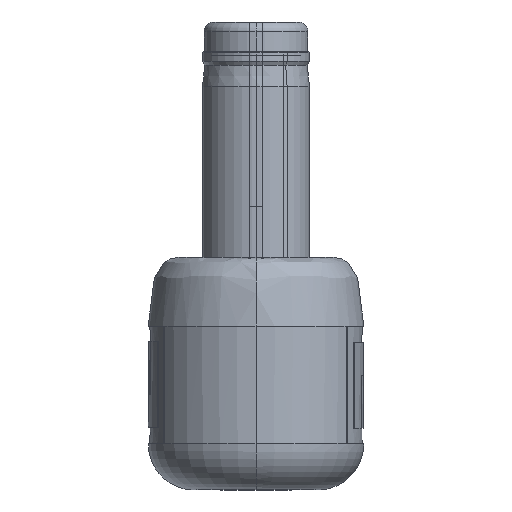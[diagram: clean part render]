
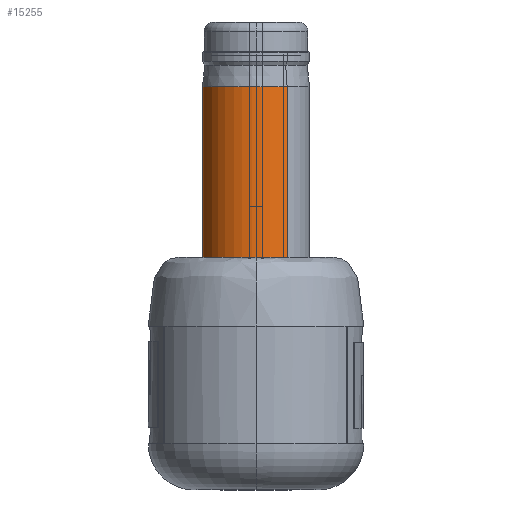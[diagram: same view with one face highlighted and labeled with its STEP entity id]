
A CAD part, left-side view. The second image highlights one B-rep face of the part: STEP entity #15255.
In plain terms, the highlighted cylindrical face has radius 2.74 mm (diameter 5.48 mm), a partial arc.
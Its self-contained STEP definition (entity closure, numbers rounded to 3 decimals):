
#163 = CARTESIAN_POINT ( 'NONE',  ( 2.74, 7.471, 0. ) ) ;
#208 = CYLINDRICAL_SURFACE ( 'NONE', #13327, 2.74 ) ;
#840 = VERTEX_POINT ( 'NONE', #17764 ) ;
#1545 = CARTESIAN_POINT ( 'NONE',  ( 0., -6.779, 0. ) ) ;
#2086 = DIRECTION ( 'NONE',  ( 0., 1., 0. ) ) ;
#2341 = VECTOR ( 'NONE', #7566, 1000. ) ;
#2673 = CARTESIAN_POINT ( 'NONE',  ( 0., 7.471, 0. ) ) ;
#2949 = DIRECTION ( 'NONE',  ( 0., 1., 0. ) ) ;
#4188 = DIRECTION ( 'NONE',  ( -1., 0., 0. ) ) ;
#4353 = DIRECTION ( 'NONE',  ( -1., 0., 0. ) ) ;
#4739 = FACE_OUTER_BOUND ( 'NONE', #13923, .T. ) ;
#5013 = ORIENTED_EDGE ( 'NONE', *, *, #7234, .T. ) ;
#5195 = EDGE_CURVE ( 'NONE', #840, #16138, #10801, .T. ) ;
#5346 = CARTESIAN_POINT ( 'NONE',  ( -2.74, -4.979, 0. ) ) ;
#5416 = ORIENTED_EDGE ( 'NONE', *, *, #12728, .F. ) ;
#5469 = CARTESIAN_POINT ( 'NONE',  ( -2.74, 7.471, 0. ) ) ;
#5684 = DIRECTION ( 'NONE',  ( 0., 1., 0. ) ) ;
#6854 = DIRECTION ( 'NONE',  ( 0., 1., 0. ) ) ;
#7234 = EDGE_CURVE ( 'NONE', #17226, #16428, #10147, .T. ) ;
#7566 = DIRECTION ( 'NONE',  ( 0., 1., 0. ) ) ;
#7679 = CIRCLE ( 'NONE', #8394, 2.74 ) ;
#8394 = AXIS2_PLACEMENT_3D ( 'NONE', #10400, #2086, #14391 ) ;
#9750 = ORIENTED_EDGE ( 'NONE', *, *, #5195, .F. ) ;
#10147 = LINE ( 'NONE', #10425, #2341 ) ;
#10400 = CARTESIAN_POINT ( 'NONE',  ( 0., -4.979, 0. ) ) ;
#10425 = CARTESIAN_POINT ( 'NONE',  ( -2.74, -6.779, 0. ) ) ;
#10801 = LINE ( 'NONE', #16866, #15785 ) ;
#10815 = EDGE_CURVE ( 'NONE', #840, #17226, #7679, .T. ) ;
#12728 = EDGE_CURVE ( 'NONE', #16138, #16428, #17155, .T. ) ;
#13327 = AXIS2_PLACEMENT_3D ( 'NONE', #1545, #2949, #4353 ) ;
#13923 = EDGE_LOOP ( 'NONE', ( #9750, #14508, #5013, #5416 ) ) ;
#14343 = AXIS2_PLACEMENT_3D ( 'NONE', #2673, #5684, #4188 ) ;
#14391 = DIRECTION ( 'NONE',  ( -1., 0., 0. ) ) ;
#14508 = ORIENTED_EDGE ( 'NONE', *, *, #10815, .T. ) ;
#15255 = ADVANCED_FACE ( 'NONE', ( #4739 ), #208, .T. ) ;
#15785 = VECTOR ( 'NONE', #6854, 1000. ) ;
#16138 = VERTEX_POINT ( 'NONE', #163 ) ;
#16428 = VERTEX_POINT ( 'NONE', #5469 ) ;
#16866 = CARTESIAN_POINT ( 'NONE',  ( 2.74, -6.779, 0. ) ) ;
#17155 = CIRCLE ( 'NONE', #14343, 2.74 ) ;
#17226 = VERTEX_POINT ( 'NONE', #5346 ) ;
#17764 = CARTESIAN_POINT ( 'NONE',  ( 2.74, -4.979, 0. ) ) ;
